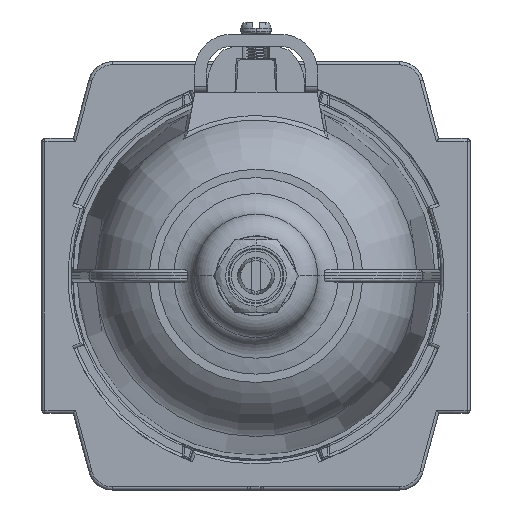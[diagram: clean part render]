
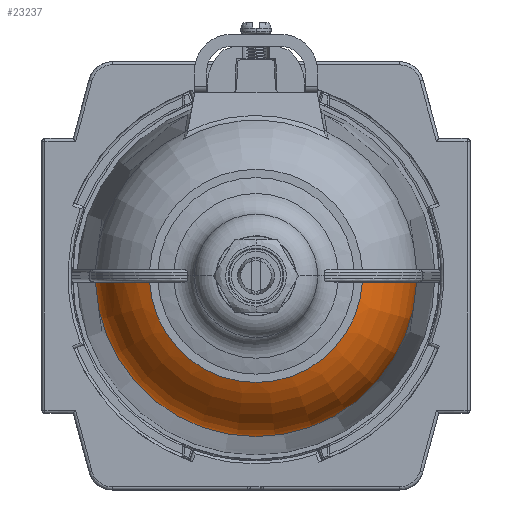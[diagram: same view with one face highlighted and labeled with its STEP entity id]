
A CAD part, front view. The second image highlights one B-rep face of the part: STEP entity #23237.
In plain terms, the highlighted toroidal (fillet/blend) face has major radius 11.274 mm and minor radius 15 mm.
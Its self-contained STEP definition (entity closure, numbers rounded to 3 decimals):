
#200 = CARTESIAN_POINT ( 'NONE',  ( -21.477, 1., -57.131 ) ) ;
#629 = CARTESIAN_POINT ( 'NONE',  ( -26.163, 1., -47.955 ) ) ;
#1019 = CARTESIAN_POINT ( 'NONE',  ( 0., 0., -46.545 ) ) ;
#1269 = VERTEX_POINT ( 'NONE', #100402 ) ;
#1874 = CARTESIAN_POINT ( 'NONE',  ( 23.551, 1., -54.747 ) ) ;
#3823 = DIRECTION ( 'NONE',  ( 1., 0., 0. ) ) ;
#7879 = B_SPLINE_CURVE_WITH_KNOTS ( 'NONE', 3,
 ( #38648, #107554, #117357, #58723, #200, #68552, #10028, #78446, #19837, #88209, #29693, #98070, #39483, #107976, #49299, #117775, #59139, #629, #68997, #10434 ),
 .UNSPECIFIED., .F., .F.,
 ( 4, 2, 2, 2, 2, 2, 2, 2, 2, 4 ),
 ( 0., 0.004, 0.005, 0.006, 0.008, 0.009, 0.01, 0.013, 0.015, 0.017 ),
 .UNSPECIFIED. ) ;
#10028 = CARTESIAN_POINT ( 'NONE',  ( -22.222, 1., -56.388 ) ) ;
#10434 = CARTESIAN_POINT ( 'NONE',  ( -26.25, 1., -46.545 ) ) ;
#10821 = DIRECTION ( 'NONE',  ( 1., 0., 0. ) ) ;
#11679 = CARTESIAN_POINT ( 'NONE',  ( 22.918, 1., -55.588 ) ) ;
#18727 = CIRCLE ( 'NONE', #84137, 17.426 ) ;
#18741 = CIRCLE ( 'NONE', #115988, 26.269 ) ;
#19837 = CARTESIAN_POINT ( 'NONE',  ( -23.346, 1., -55.054 ) ) ;
#20660 = CARTESIAN_POINT ( 'NONE',  ( 26.25, 1., -46.545 ) ) ;
#21529 = CARTESIAN_POINT ( 'NONE',  ( 21.988, 1., -56.65 ) ) ;
#23237 = ADVANCED_FACE ( 'NONE', ( #122117 ), #34865, .T. ) ;
#29693 = CARTESIAN_POINT ( 'NONE',  ( -24.113, 1., -53.883 ) ) ;
#30935 = CARTESIAN_POINT ( 'NONE',  ( 26.213, 1., -47.96 ) ) ;
#31273 = VERTEX_POINT ( 'NONE', #39604 ) ;
#31367 = CARTESIAN_POINT ( 'NONE',  ( 20.423, 1., -58.041 ) ) ;
#31863 = EDGE_CURVE ( 'NONE', #66982, #1269, #18741, .T. ) ;
#31929 = VERTEX_POINT ( 'NONE', #80918 ) ;
#34865 = TOROIDAL_SURFACE ( 'NONE', #105720, 11.274, 15. ) ;
#38648 = CARTESIAN_POINT ( 'NONE',  ( -17.397, 1., -59.833 ) ) ;
#39483 = CARTESIAN_POINT ( 'NONE',  ( -24.626, 1., -52.956 ) ) ;
#39604 = CARTESIAN_POINT ( 'NONE',  ( -17.397, 1., -59.833 ) ) ;
#40728 = CARTESIAN_POINT ( 'NONE',  ( 25.98, 1., -49.336 ) ) ;
#41152 = CARTESIAN_POINT ( 'NONE',  ( 18.966, 1., -59.019 ) ) ;
#43396 = EDGE_CURVE ( 'NONE', #31273, #1269, #7879, .T. ) ;
#49299 = CARTESIAN_POINT ( 'NONE',  ( -25.339, 1., -51.359 ) ) ;
#49878 = ORIENTED_EDGE ( 'NONE', *, *, #43396, .T. ) ;
#50532 = CARTESIAN_POINT ( 'NONE',  ( 25.083, 1., -52.005 ) ) ;
#50959 = CARTESIAN_POINT ( 'NONE',  ( 18.037, 1., -59.532 ) ) ;
#53943 = DIRECTION ( 'NONE',  ( 0., 0., 1. ) ) ;
#57283 = ORIENTED_EDGE ( 'NONE', *, *, #121797, .T. ) ;
#58723 = CARTESIAN_POINT ( 'NONE',  ( -21.215, 1., -57.37 ) ) ;
#59139 = CARTESIAN_POINT ( 'NONE',  ( -25.927, 1., -49.349 ) ) ;
#60380 = CARTESIAN_POINT ( 'NONE',  ( 24.132, 1., -53.874 ) ) ;
#60797 = CARTESIAN_POINT ( 'NONE',  ( 17.397, 1., -59.833 ) ) ;
#62317 = DIRECTION ( 'NONE',  ( 0., 0., 1. ) ) ;
#66982 = VERTEX_POINT ( 'NONE', #118691 ) ;
#68552 = CARTESIAN_POINT ( 'NONE',  ( -21.98, 1., -56.641 ) ) ;
#68974 = ORIENTED_EDGE ( 'NONE', *, *, #95918, .T. ) ;
#68997 = CARTESIAN_POINT ( 'NONE',  ( -26.231, 1., -47.252 ) ) ;
#69372 = DIRECTION ( 'NONE',  ( 0., 0., 1. ) ) ;
#70230 = CARTESIAN_POINT ( 'NONE',  ( 23.347, 1., -55.031 ) ) ;
#78446 = CARTESIAN_POINT ( 'NONE',  ( -22.919, 1., -55.606 ) ) ;
#80100 = CARTESIAN_POINT ( 'NONE',  ( 22.691, 1., -55.861 ) ) ;
#80918 = CARTESIAN_POINT ( 'NONE',  ( 17.397, 1., -59.833 ) ) ;
#81579 = CARTESIAN_POINT ( 'NONE',  ( 0., 0., -46.152 ) ) ;
#84137 = AXIS2_PLACEMENT_3D ( 'NONE', #112611, #53943, #122438 ) ;
#88209 = CARTESIAN_POINT ( 'NONE',  ( -23.928, 1., -54.181 ) ) ;
#89885 = CARTESIAN_POINT ( 'NONE',  ( 21.487, 1., -57.138 ) ) ;
#90019 = B_SPLINE_CURVE_WITH_KNOTS ( 'NONE', 3,
 ( #20660, #30935, #40728, #109207, #50532, #119004, #60380, #1874, #70230, #11679, #80100, #21529, #89885, #31367, #99733, #41152, #109649, #50959, #119428, #60797 ),
 .UNSPECIFIED., .F., .F.,
 ( 4, 2, 2, 2, 2, 2, 2, 2, 2, 4 ),
 ( 0., 0.004, 0.006, 0.008, 0.009, 0.01, 0.013, 0.015, 0.016, 0.017 ),
 .UNSPECIFIED. ) ;
#95918 = EDGE_CURVE ( 'NONE', #31929, #31273, #18727, .T. ) ;
#98070 = CARTESIAN_POINT ( 'NONE',  ( -24.462, 1., -53.27 ) ) ;
#99733 = CARTESIAN_POINT ( 'NONE',  ( 19.86, 1., -58.455 ) ) ;
#100402 = CARTESIAN_POINT ( 'NONE',  ( -26.25, 1., -46.545 ) ) ;
#105720 = AXIS2_PLACEMENT_3D ( 'NONE', #81579, #62317, #3823 ) ;
#107554 = CARTESIAN_POINT ( 'NONE',  ( -18.688, 1., -59.253 ) ) ;
#107976 = CARTESIAN_POINT ( 'NONE',  ( -25.082, 1., -52.007 ) ) ;
#109207 = CARTESIAN_POINT ( 'NONE',  ( 25.345, 1., -51.344 ) ) ;
#109649 = CARTESIAN_POINT ( 'NONE',  ( 18.66, 1., -59.197 ) ) ;
#111704 = ORIENTED_EDGE ( 'NONE', *, *, #31863, .F. ) ;
#112611 = CARTESIAN_POINT ( 'NONE',  ( 0., 0., -59.833 ) ) ;
#115988 = AXIS2_PLACEMENT_3D ( 'NONE', #1019, #69372, #10821 ) ;
#117357 = CARTESIAN_POINT ( 'NONE',  ( -19.87, 1., -58.508 ) ) ;
#117775 = CARTESIAN_POINT ( 'NONE',  ( -25.762, 1., -50.029 ) ) ;
#118691 = CARTESIAN_POINT ( 'NONE',  ( 26.25, 1., -46.545 ) ) ;
#119004 = CARTESIAN_POINT ( 'NONE',  ( 24.477, 1., -53.268 ) ) ;
#119428 = CARTESIAN_POINT ( 'NONE',  ( 17.72, 1., -59.688 ) ) ;
#121797 = EDGE_CURVE ( 'NONE', #66982, #31929, #90019, .T. ) ;
#122117 = FACE_OUTER_BOUND ( 'NONE', #124800, .T. ) ;
#122438 = DIRECTION ( 'NONE',  ( 1., 0., 0. ) ) ;
#124800 = EDGE_LOOP ( 'NONE', ( #111704, #57283, #68974, #49878 ) ) ;
